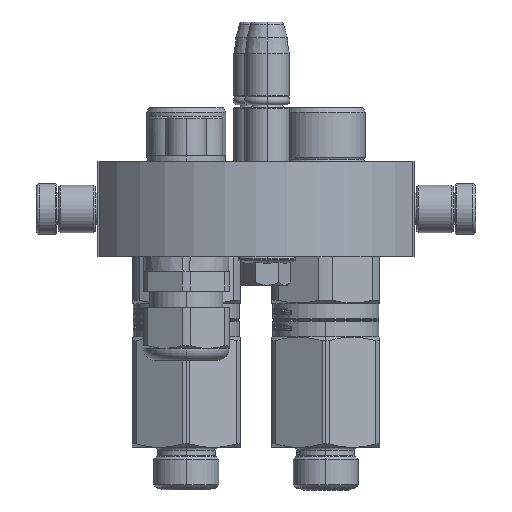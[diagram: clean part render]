
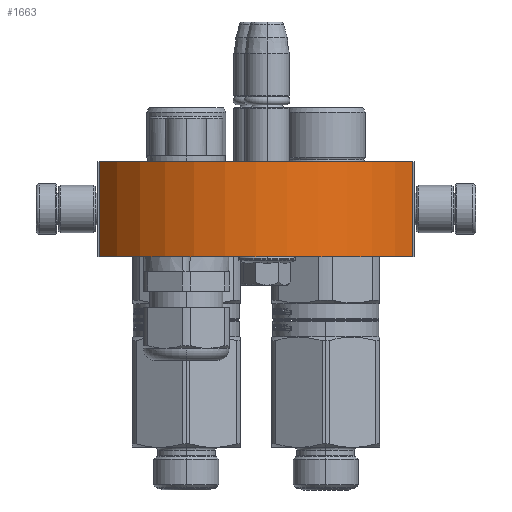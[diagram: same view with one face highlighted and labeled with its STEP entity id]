
A CAD part, left-side view. The second image highlights one B-rep face of the part: STEP entity #1663.
In plain terms, the highlighted cylindrical face has radius 57.25 mm (diameter 114.5 mm), a partial arc.
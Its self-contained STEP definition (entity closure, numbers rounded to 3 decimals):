
#1393 = DIRECTION ( 'NONE',  ( 1., 0., 0. ) ) ;
#1399 = CARTESIAN_POINT ( 'NONE',  ( 49.5, 0., -28.763 ) ) ;
#1663 = ADVANCED_FACE ( 'NONE', ( #41809 ), #23694, .T. ) ;
#2179 = EDGE_LOOP ( 'NONE', ( #46577, #59431, #3473, #51955 ) ) ;
#3473 = ORIENTED_EDGE ( 'NONE', *, *, #34735, .T. ) ;
#4146 = LINE ( 'NONE', #26866, #44034 ) ;
#8095 = CARTESIAN_POINT ( 'NONE',  ( -49.5, 30., -28.763 ) ) ;
#10346 = CARTESIAN_POINT ( 'NONE',  ( -49.5, 0., -28.763 ) ) ;
#13730 = EDGE_CURVE ( 'NONE', #55637, #38915, #48831, .T. ) ;
#18068 = CARTESIAN_POINT ( 'NONE',  ( 0., 0., 0. ) ) ;
#19892 = VECTOR ( 'NONE', #64255, 1000. ) ;
#22549 = DIRECTION ( 'NONE',  ( 0., -1., 0. ) ) ;
#23238 = CARTESIAN_POINT ( 'NONE',  ( -49.5, 0., -28.763 ) ) ;
#23694 = CYLINDRICAL_SURFACE ( 'NONE', #62739, 57.25 ) ;
#25520 = DIRECTION ( 'NONE',  ( 0., 1., 0. ) ) ;
#25853 = EDGE_CURVE ( 'NONE', #45226, #38915, #33976, .T. ) ;
#26866 = CARTESIAN_POINT ( 'NONE',  ( 49.5, 0., -28.763 ) ) ;
#26887 = EDGE_CURVE ( 'NONE', #35274, #45226, #4146, .T. ) ;
#27776 = CARTESIAN_POINT ( 'NONE',  ( 49.5, 30., -28.763 ) ) ;
#29112 = DIRECTION ( 'NONE',  ( 0., 1., 0. ) ) ;
#33731 = AXIS2_PLACEMENT_3D ( 'NONE', #58710, #25520, #47591 ) ;
#33976 = CIRCLE ( 'NONE', #33731, 57.25 ) ;
#34735 = EDGE_CURVE ( 'NONE', #35274, #55637, #67448, .T. ) ;
#35274 = VERTEX_POINT ( 'NONE', #1399 ) ;
#35706 = AXIS2_PLACEMENT_3D ( 'NONE', #18068, #29112, #67064 ) ;
#38915 = VERTEX_POINT ( 'NONE', #8095 ) ;
#41809 = FACE_OUTER_BOUND ( 'NONE', #2179, .T. ) ;
#44034 = VECTOR ( 'NONE', #54389, 1000. ) ;
#45226 = VERTEX_POINT ( 'NONE', #27776 ) ;
#46577 = ORIENTED_EDGE ( 'NONE', *, *, #25853, .F. ) ;
#47591 = DIRECTION ( 'NONE',  ( 0.865, 0., -0.502 ) ) ;
#48831 = LINE ( 'NONE', #10346, #19892 ) ;
#49875 = CARTESIAN_POINT ( 'NONE',  ( 0., 0., 0. ) ) ;
#51955 = ORIENTED_EDGE ( 'NONE', *, *, #13730, .T. ) ;
#54389 = DIRECTION ( 'NONE',  ( 0., 1., 0. ) ) ;
#55637 = VERTEX_POINT ( 'NONE', #23238 ) ;
#58710 = CARTESIAN_POINT ( 'NONE',  ( 0., 30., 0. ) ) ;
#59431 = ORIENTED_EDGE ( 'NONE', *, *, #26887, .F. ) ;
#62739 = AXIS2_PLACEMENT_3D ( 'NONE', #49875, #22549, #1393 ) ;
#64255 = DIRECTION ( 'NONE',  ( 0., 1., 0. ) ) ;
#67064 = DIRECTION ( 'NONE',  ( 0.865, 0., -0.502 ) ) ;
#67448 = CIRCLE ( 'NONE', #35706, 57.25 ) ;
